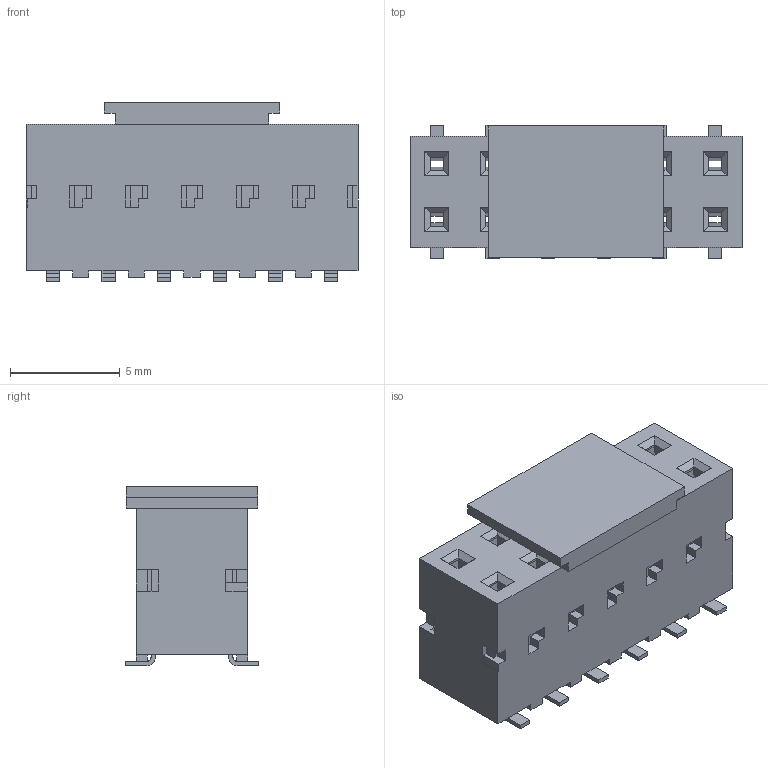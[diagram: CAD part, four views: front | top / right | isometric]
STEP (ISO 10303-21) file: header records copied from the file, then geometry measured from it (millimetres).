
FILE_DESCRIPTION(('FreeCAD Model'),'2;1');
FILE_NAME('_9898_306ALF_cp.step','2019-04-18T18:53:23' ,('kicad StepUp'),('ksu MCAD'),'Open CASCADE STEP processor 7.2', 'FreeCAD','Unknown');
FILE_SCHEMA(('AUTOMOTIVE_DESIGN { 1 0 10303 214 1 1 1 1 }'));
Length unit declared in the file: millimetre
Products named in the file (1): _9898_306ALF_cp
Bounding box: 15.16 x 6.1 x 8.2 mm (x, y, z)
Volume: 419.8 mm3; surface area: 1845.2 mm2
Topology: 3 solids, 3 shells, 608 faces, 1808 edges, 1176 vertices
Faces by surface type: plane 584, cylinder 24
Entity records: 24294 total; most frequent: ORIENTED_EDGE 3616, CARTESIAN_POINT 3593, DIRECTION 3074, EDGE_CURVE 1808, LINE 1760, VECTOR 1760, VERTEX_POINT 1176, AXIS2_PLACEMENT_3D 657
